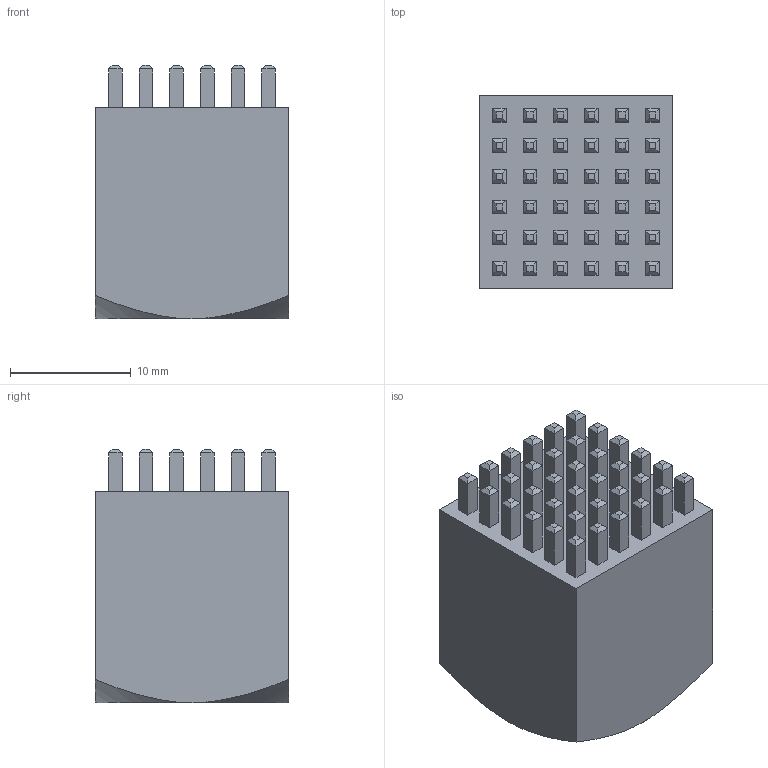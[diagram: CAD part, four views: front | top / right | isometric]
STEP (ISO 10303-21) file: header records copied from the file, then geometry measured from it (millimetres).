
FILE_DESCRIPTION (( 'STEP AP203' ), '1' );
FILE_NAME ('91061-C.STEP', '2013-12-17T15:57:11', ( 'Hajo' ), ( 'Microsoft' ), 'SwSTEP 2.0', 'SolidWorks 2011', '' );
FILE_SCHEMA (( 'CONFIG_CONTROL_DESIGN' ));
Length unit declared in the file: millimetre
Products named in the file (1): 91061-C
Bounding box: 16 x 16 x 21 mm (x, y, z)
Volume: 3745.8 mm3; surface area: 2501.3 mm2
Topology: 1 solids, 1 shells, 340 faces, 754 edges, 451 vertices
Faces by surface type: plane 330, cone 8, cylinder 2
Entity records: 9103 total; most frequent: CARTESIAN_POINT 1608, ORIENTED_EDGE 1504, DIRECTION 1436, EDGE_CURVE 752, LINE 734, VECTOR 734, VERTEX_POINT 451, EDGE_LOOP 377
